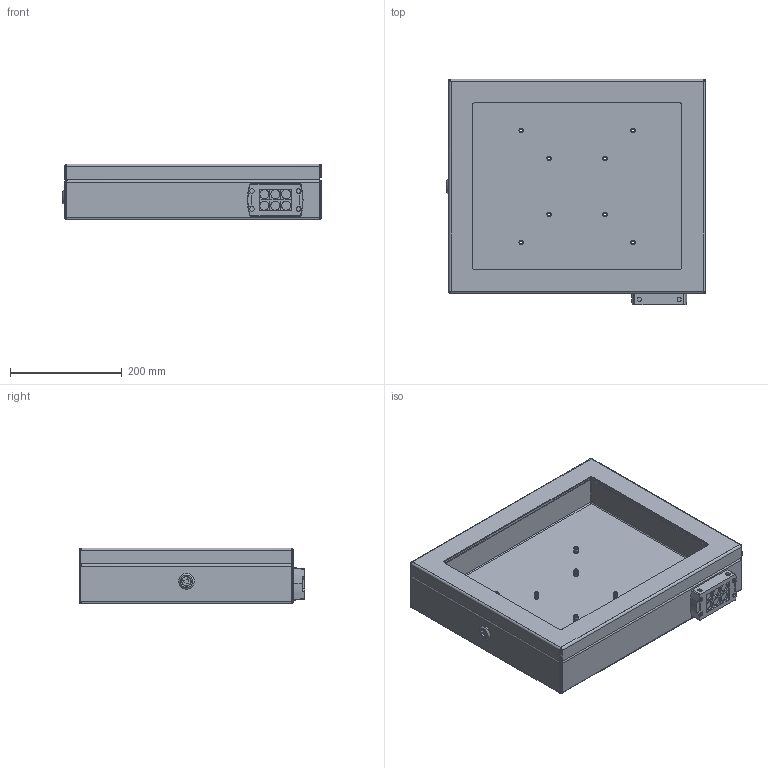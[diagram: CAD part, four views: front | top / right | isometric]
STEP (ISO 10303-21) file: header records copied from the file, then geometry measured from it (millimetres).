
FILE_DESCRIPTION (( 'STEP AP203' ), '1' );
FILE_NAME ('32247-TPC enclosure-KOK.STEP', '2018-08-06T11:27:38', ( '' ), ( '' ), 'SwSTEP 2.0', 'SolidWorks 2018', '' );
FILE_SCHEMA (( 'CONFIG_CONTROL_DESIGN' ));
Length unit declared in the file: millimetre
Products named in the file (1): 32247-TPC enclosure-KOK
Bounding box: 462.56 x 402.5 x 100 mm (x, y, z)
Surface area: 922790.8 mm2 (no closed solid volume)
Topology: 0 solids, 162 shells, 694 faces, 2277 edges, 1722 vertices
Faces by surface type: plane 338, cylinder 213, bspline 61, cone 60, sphere 14, torus 8
Entity records: 29435 total; most frequent: CARTESIAN_POINT 10522, DIRECTION 3769, ORIENTED_EDGE 3280, EDGE_CURVE 2264, VERTEX_POINT 1722, AXIS2_PLACEMENT_3D 1308, LINE 1153, VECTOR 1153
